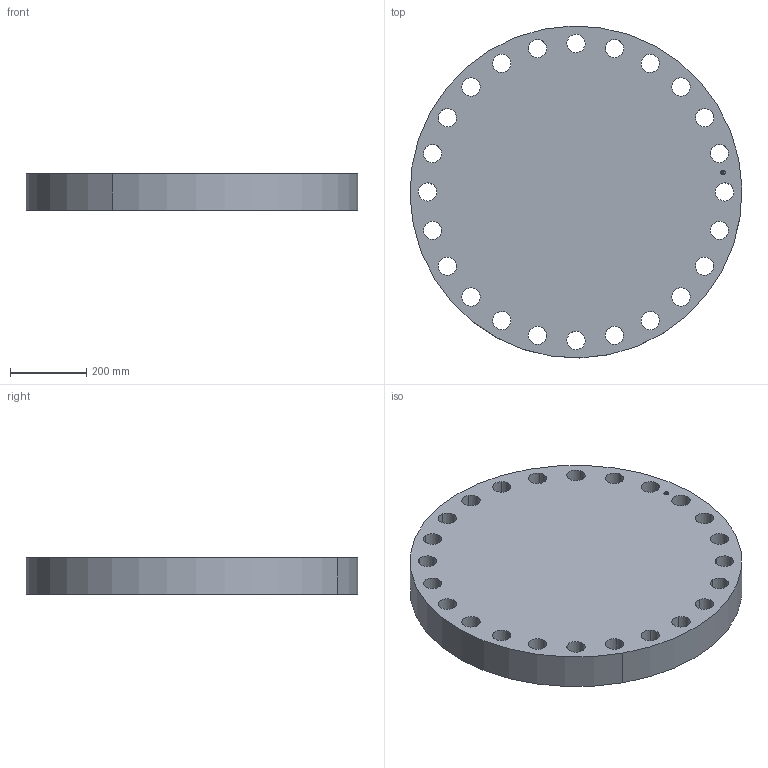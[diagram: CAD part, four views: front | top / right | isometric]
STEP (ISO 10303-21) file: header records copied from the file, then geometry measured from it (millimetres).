
FILE_DESCRIPTION(('3D STEP'),'2;1');
FILE_NAME('22-600-BLIND-FF-FLANGE.stp','2013-01-26T20:41:49+00:00',('Texas Flange'),(''),'CATIA Version 5 Release 20 SP 6 (IN-10)','CATIA V5 STEP AP214','800-826-3801');
FILE_SCHEMA(('AUTOMOTIVE_DESIGN { 1 0 10303 214 1 1 1 1 }'));
Length unit declared in the file: inch
Products named in the file (1): 22-600-BLIND-FF-FLANGE
Bounding box: 869.71 x 869.71 x 95.25 mm (x, y, z)
Volume: 52522523.8 mm3; surface area: 1706156.3 mm2
Topology: 1 solids, 1 shells, 437 faces, 1254 edges, 836 vertices
Faces by surface type: plane 367, cylinder 70
Entity records: 16446 total; most frequent: ORIENTED_EDGE 2508, CARTESIAN_POINT 2469, DIRECTION 2010, EDGE_CURVE 1254, VECTOR 1114, LINE 1114, VERTEX_POINT 836, AXIS2_PLACEMENT_3D 519
